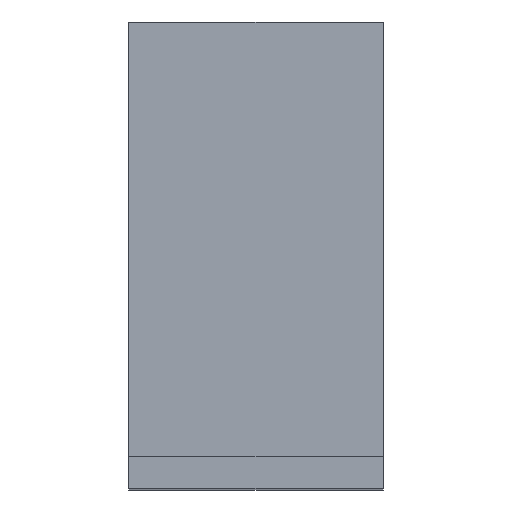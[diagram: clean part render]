
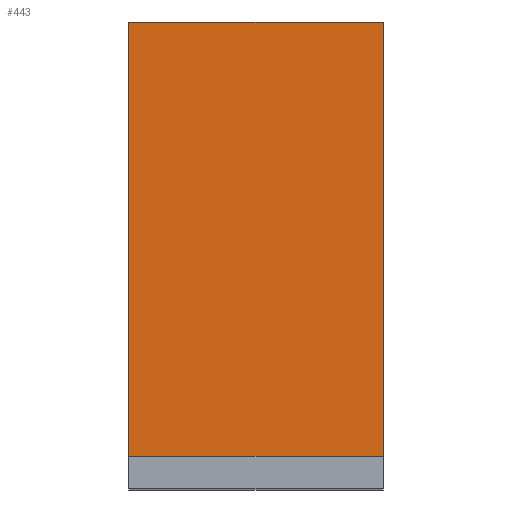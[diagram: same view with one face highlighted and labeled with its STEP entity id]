
A CAD part, top view. The second image highlights one B-rep face of the part: STEP entity #443.
In plain terms, the highlighted planar face has unit normal (0, 0, 1).
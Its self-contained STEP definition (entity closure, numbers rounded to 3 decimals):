
#29=PLANE('',#487);
#51=FACE_OUTER_BOUND('',#75,.T.);
#75=EDGE_LOOP('',(#349,#350,#351,#352));
#107=LINE('',#649,#159);
#109=LINE('',#653,#161);
#124=LINE('',#683,#176);
#125=LINE('',#684,#177);
#159=VECTOR('',#537,10.);
#161=VECTOR('',#541,10.);
#176=VECTOR('',#558,10.);
#177=VECTOR('',#559,10.);
#223=VERTEX_POINT('',#646);
#224=VERTEX_POINT('',#648);
#225=VERTEX_POINT('',#652);
#239=VERTEX_POINT('',#682);
#267=EDGE_CURVE('',#224,#223,#107,.T.);
#269=EDGE_CURVE('',#225,#224,#109,.T.);
#284=EDGE_CURVE('',#239,#223,#124,.T.);
#285=EDGE_CURVE('',#225,#239,#125,.T.);
#349=ORIENTED_EDGE('',*,*,#267,.T.);
#350=ORIENTED_EDGE('',*,*,#284,.F.);
#351=ORIENTED_EDGE('',*,*,#285,.F.);
#352=ORIENTED_EDGE('',*,*,#269,.T.);
#443=ADVANCED_FACE('',(#51),#29,.T.);
#487=AXIS2_PLACEMENT_3D('',#681,#556,#557);
#537=DIRECTION('',(-1.,0.,0.));
#541=DIRECTION('',(0.,1.,0.));
#556=DIRECTION('center_axis',(0.,0.,1.));
#557=DIRECTION('ref_axis',(1.,0.,0.));
#558=DIRECTION('',(0.,1.,0.));
#559=DIRECTION('',(-1.,0.,0.));
#646=CARTESIAN_POINT('',(-40.,73.3,115.));
#648=CARTESIAN_POINT('',(0.,73.3,115.));
#649=CARTESIAN_POINT('',(-30.,73.3,115.));
#652=CARTESIAN_POINT('',(0.,5.,115.));
#653=CARTESIAN_POINT('',(0.,5.,115.));
#681=CARTESIAN_POINT('Origin',(-40.,5.,115.));
#682=CARTESIAN_POINT('',(-40.,5.,115.));
#683=CARTESIAN_POINT('',(-40.,5.,115.));
#684=CARTESIAN_POINT('',(-30.,5.,115.));
